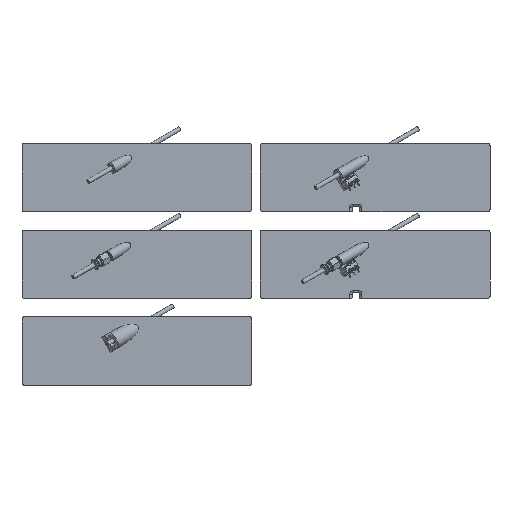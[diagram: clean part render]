
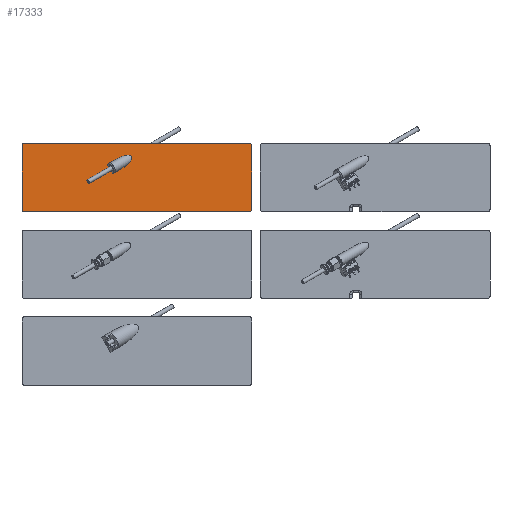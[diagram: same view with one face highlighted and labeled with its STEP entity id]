
A CAD part, top view. The second image highlights one B-rep face of the part: STEP entity #17333.
In plain terms, the highlighted face is planar.
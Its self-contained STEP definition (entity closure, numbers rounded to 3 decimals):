
#844=ELLIPSE('',#18652,1.079,1.);
#845=ELLIPSE('',#18654,1.079,1.);
#846=ELLIPSE('',#18657,13.347,5.);
#1052=LINE('',#25289,#2463);
#1056=LINE('',#25677,#2467);
#1058=LINE('',#25826,#2469);
#1063=LINE('',#25849,#2474);
#1064=LINE('',#25853,#2475);
#1065=LINE('',#25857,#2476);
#1066=LINE('',#25860,#2477);
#2463=VECTOR('',#20418,10.);
#2467=VECTOR('',#20436,10.);
#2469=VECTOR('',#20440,10.);
#2474=VECTOR('',#20459,1000.);
#2475=VECTOR('',#20462,1000.);
#2476=VECTOR('',#20465,1000.);
#2477=VECTOR('',#20468,1000.);
#4293=FACE_BOUND('',#5443,.T.);
#4393=FACE_OUTER_BOUND('',#5442,.T.);
#5442=EDGE_LOOP('',(#11651,#11652,#11653,#11654,#11655,#11656,#11657,#11658));
#5443=EDGE_LOOP('',(#11659,#11660,#11661,#11662,#11663,#11664));
#6571=CIRCLE('',#18670,2.);
#6572=CIRCLE('',#18671,2.);
#6573=CIRCLE('',#18672,2.);
#6574=CIRCLE('',#18673,2.);
#7251=VERTEX_POINT('',#25275);
#7252=VERTEX_POINT('',#25276);
#7253=VERTEX_POINT('',#25281);
#7254=VERTEX_POINT('',#25282);
#7255=VERTEX_POINT('',#25287);
#7256=VERTEX_POINT('',#25291);
#7269=VERTEX_POINT('',#25845);
#7270=VERTEX_POINT('',#25846);
#7271=VERTEX_POINT('',#25848);
#7272=VERTEX_POINT('',#25850);
#7273=VERTEX_POINT('',#25852);
#7274=VERTEX_POINT('',#25854);
#7275=VERTEX_POINT('',#25856);
#7276=VERTEX_POINT('',#25858);
#8946=EDGE_CURVE('',#7251,#7252,#844,.F.);
#8949=EDGE_CURVE('',#7253,#7254,#845,.F.);
#8953=EDGE_CURVE('',#7253,#7255,#1052,.T.);
#8955=EDGE_CURVE('',#7256,#7255,#846,.F.);
#8961=EDGE_CURVE('',#7251,#7254,#1056,.T.);
#8964=EDGE_CURVE('',#7256,#7252,#1058,.T.);
#8973=EDGE_CURVE('',#7269,#7270,#6571,.T.);
#8974=EDGE_CURVE('',#7271,#7269,#1063,.T.);
#8975=EDGE_CURVE('',#7272,#7271,#6572,.T.);
#8976=EDGE_CURVE('',#7272,#7273,#1064,.T.);
#8977=EDGE_CURVE('',#7274,#7273,#6573,.T.);
#8978=EDGE_CURVE('',#7275,#7274,#1065,.T.);
#8979=EDGE_CURVE('',#7276,#7275,#6574,.T.);
#8980=EDGE_CURVE('',#7276,#7270,#1066,.T.);
#11651=ORIENTED_EDGE('',*,*,#8973,.F.);
#11652=ORIENTED_EDGE('',*,*,#8974,.F.);
#11653=ORIENTED_EDGE('',*,*,#8975,.F.);
#11654=ORIENTED_EDGE('',*,*,#8976,.T.);
#11655=ORIENTED_EDGE('',*,*,#8977,.F.);
#11656=ORIENTED_EDGE('',*,*,#8978,.F.);
#11657=ORIENTED_EDGE('',*,*,#8979,.F.);
#11658=ORIENTED_EDGE('',*,*,#8980,.T.);
#11659=ORIENTED_EDGE('',*,*,#8953,.T.);
#11660=ORIENTED_EDGE('',*,*,#8955,.F.);
#11661=ORIENTED_EDGE('',*,*,#8964,.T.);
#11662=ORIENTED_EDGE('',*,*,#8946,.F.);
#11663=ORIENTED_EDGE('',*,*,#8961,.T.);
#11664=ORIENTED_EDGE('',*,*,#8949,.F.);
#16907=PLANE('',#18669);
#17333=ADVANCED_FACE('',(#4393,#4293),#16907,.T.);
#18652=AXIS2_PLACEMENT_3D('',#25277,#20405,#20406);
#18654=AXIS2_PLACEMENT_3D('',#25283,#20411,#20412);
#18657=AXIS2_PLACEMENT_3D('',#25293,#20422,#20423);
#18669=AXIS2_PLACEMENT_3D('',#25844,#20455,#20456);
#18670=AXIS2_PLACEMENT_3D('',#25847,#20457,#20458);
#18671=AXIS2_PLACEMENT_3D('',#25851,#20460,#20461);
#18672=AXIS2_PLACEMENT_3D('',#25855,#20463,#20464);
#18673=AXIS2_PLACEMENT_3D('',#25859,#20466,#20467);
#20405=DIRECTION('center_axis',(1.,0.,0.));
#20406=DIRECTION('ref_axis',(0.,-0.5,-0.866));
#20411=DIRECTION('center_axis',(1.,0.,0.));
#20412=DIRECTION('ref_axis',(0.,-0.5,-0.866));
#20418=DIRECTION('',(0.,0.5,0.866));
#20422=DIRECTION('center_axis',(1.,0.,0.));
#20423=DIRECTION('ref_axis',(0.,0.5,0.866));
#20436=DIRECTION('',(0.,0.866,-0.5));
#20440=DIRECTION('',(0.,-0.5,-0.866));
#20455=DIRECTION('center_axis',(-1.,0.,0.));
#20456=DIRECTION('ref_axis',(0.,0.,1.));
#20457=DIRECTION('center_axis',(1.,0.,0.));
#20458=DIRECTION('ref_axis',(0.,-0.707,0.707));
#20459=DIRECTION('',(0.,-1.,0.));
#20460=DIRECTION('center_axis',(1.,0.,0.));
#20461=DIRECTION('ref_axis',(0.,0.707,0.707));
#20462=DIRECTION('',(0.,0.,-1.));
#20463=DIRECTION('center_axis',(1.,0.,0.));
#20464=DIRECTION('ref_axis',(0.,0.707,-0.707));
#20465=DIRECTION('',(0.,1.,0.));
#20466=DIRECTION('center_axis',(1.,0.,0.));
#20467=DIRECTION('ref_axis',(0.,-0.707,-0.707));
#20468=DIRECTION('',(0.,0.,1.));
#25275=CARTESIAN_POINT('',(0.,13.758,-22.685));
#25276=CARTESIAN_POINT('',(0.,13.432,-21.251));
#25277=CARTESIAN_POINT('Origin',(0.,14.298,-21.751));
#25281=CARTESIAN_POINT('',(0.,22.092,-26.251));
#25282=CARTESIAN_POINT('',(0.,20.687,-26.685));
#25283=CARTESIAN_POINT('Origin',(0.,21.226,-25.751));
#25287=CARTESIAN_POINT('',(0.,26.358,-18.862));
#25289=CARTESIAN_POINT('',(0.,32.875,-7.573));
#25291=CARTESIAN_POINT('',(0.,17.697,-13.862));
#25293=CARTESIAN_POINT('Origin',(0.,22.028,
-16.362));
#25677=CARTESIAN_POINT('',(0.,11.033,-21.112));
#25826=CARTESIAN_POINT('',(0.,16.715,-15.564));
#25844=CARTESIAN_POINT('Origin',(0.,9.25,0.));
#25845=CARTESIAN_POINT('',(0.,-20.25,106.));
#25846=CARTESIAN_POINT('',(0.,-22.25,104.));
#25847=CARTESIAN_POINT('Origin',(0.,-20.25,
104.));
#25848=CARTESIAN_POINT('',(0.,38.75,106.));
#25849=CARTESIAN_POINT('',(0.,43.75,106.));
#25850=CARTESIAN_POINT('',(0.,40.75,104.));
#25851=CARTESIAN_POINT('Origin',(0.,38.75,104.));
#25852=CARTESIAN_POINT('',(0.,40.75,-104.));
#25853=CARTESIAN_POINT('',(0.,40.75,53.));
#25854=CARTESIAN_POINT('',(0.,38.75,-106.));
#25855=CARTESIAN_POINT('Origin',(0.,38.75,
-104.));
#25856=CARTESIAN_POINT('',(0.,-20.25,-106.));
#25857=CARTESIAN_POINT('',(0.,43.75,-106.));
#25858=CARTESIAN_POINT('',(0.,-22.25,-104.));
#25859=CARTESIAN_POINT('Origin',(0.,-20.25,
-104.));
#25860=CARTESIAN_POINT('',(0.,-22.25,106.));
